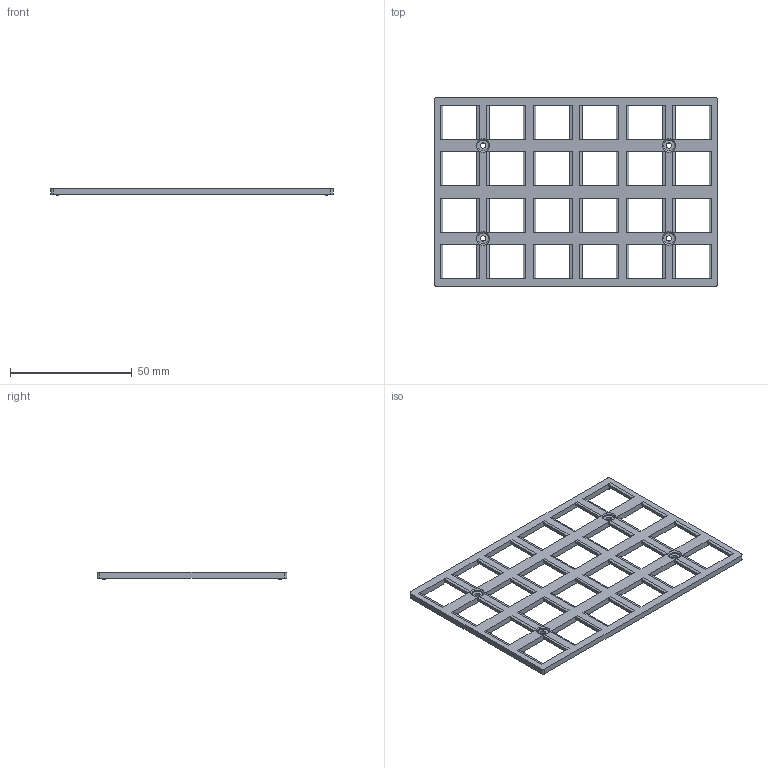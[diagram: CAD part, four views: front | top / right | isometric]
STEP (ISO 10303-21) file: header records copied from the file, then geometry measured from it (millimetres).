
FILE_DESCRIPTION(/* description */ (''),/* implementation_level */ '2;1');
FILE_NAME(/* name */ 'lskbd-chocolate-plate-right.step',/* time_stamp */ '2024-01-28T15:15:39+09:00',/* author */ (''),/* organization */ (''),/* preprocessor_version */ 'ST-DEVELOPER v20',/* originating_system */ 'Autodesk Translation Framework v12.14.0.127',/* authorisation */ '');
FILE_SCHEMA (('AUTOMOTIVE_DESIGN { 1 0 10303 214 3 1 1 }'));
Length unit declared in the file: millimetre
Products named in the file (1): lskbd-low
Bounding box: 115.9 x 77.8 x 2.9 mm (x, y, z)
Volume: 9541.8 mm3; surface area: 12768.2 mm2
Topology: 1 solids, 1 shells, 278 faces, 806 edges, 536 vertices
Faces by surface type: plane 258, cylinder 16, cone 4
Full cylindrical faces by diameter (mm): 1 x4, 2.2 x4, 4.5 x4
Entity records: 9142 total; most frequent: CARTESIAN_POINT 1621, ORIENTED_EDGE 1612, DIRECTION 1400, EDGE_CURVE 806, LINE 770, VECTOR 770, VERTEX_POINT 536, EDGE_LOOP 340
